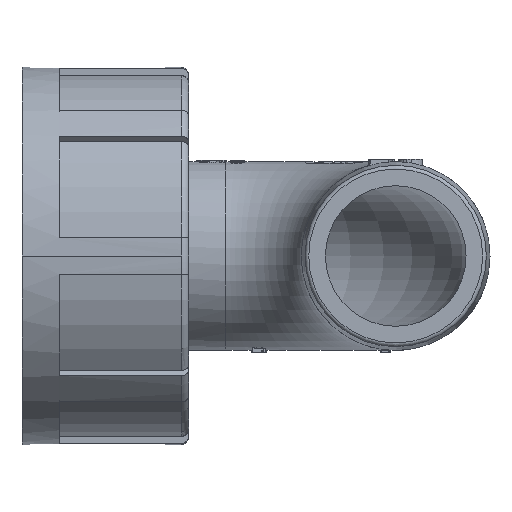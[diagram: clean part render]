
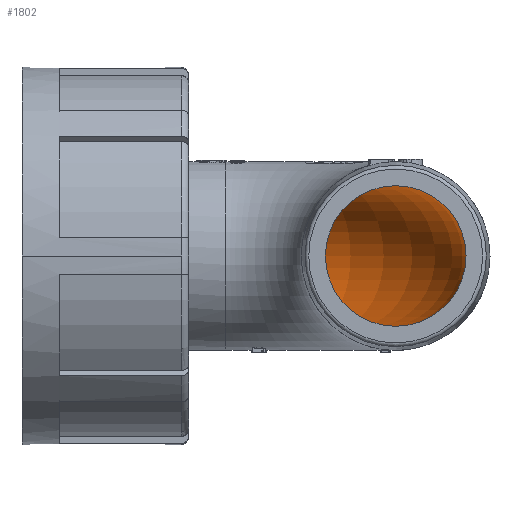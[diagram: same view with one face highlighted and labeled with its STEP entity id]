
A CAD part, front view. The second image highlights one B-rep face of the part: STEP entity #1802.
In plain terms, the highlighted toroidal (fillet/blend) face has major radius 23 mm and minor radius 9.5 mm.
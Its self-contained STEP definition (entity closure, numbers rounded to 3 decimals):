
#1802=ADVANCED_FACE('',(#3928,#3929),#2401,.F.);
#2401=TOROIDAL_SURFACE('',#11400,23.,9.5);
#3765=CIRCLE('',#11162,9.5);
#3775=CIRCLE('',#11399,9.5);
#3928=FACE_BOUND('',#4061,.T.);
#3929=FACE_BOUND('',#4062,.T.);
#4061=EDGE_LOOP('',(#5129));
#4062=EDGE_LOOP('',(#5130));
#5129=ORIENTED_EDGE('',*,*,#9225,.F.);
#5130=ORIENTED_EDGE('',*,*,#9472,.T.);
#8123=VERTEX_POINT('',#16361);
#8369=VERTEX_POINT('',#16909);
#9225=EDGE_CURVE('',#8123,#8123,#3765,.T.);
#9472=EDGE_CURVE('',#8369,#8369,#3775,.T.);
#11162=AXIS2_PLACEMENT_3D('',#16360,#12325,#12326);
#11399=AXIS2_PLACEMENT_3D('',#16908,#12805,#12806);
#11400=AXIS2_PLACEMENT_3D('',#16910,#12807,#12808);
#12325=DIRECTION('',(1.,0.,0.));
#12326=DIRECTION('',(0.,-1.,0.));
#12805=DIRECTION('',(0.,-1.,0.));
#12806=DIRECTION('',(-1.,0.,0.));
#12807=DIRECTION('',(0.,0.,1.));
#12808=DIRECTION('',(-1.,0.,0.));
#16360=CARTESIAN_POINT('',(-9.62,-29.703,0.));
#16361=CARTESIAN_POINT('',(-9.62,-39.203,0.));
#16908=CARTESIAN_POINT('',(13.38,-52.703,0.));
#16909=CARTESIAN_POINT('',(3.88,-52.703,0.));
#16910=CARTESIAN_POINT('',(-9.62,-52.703,0.));
